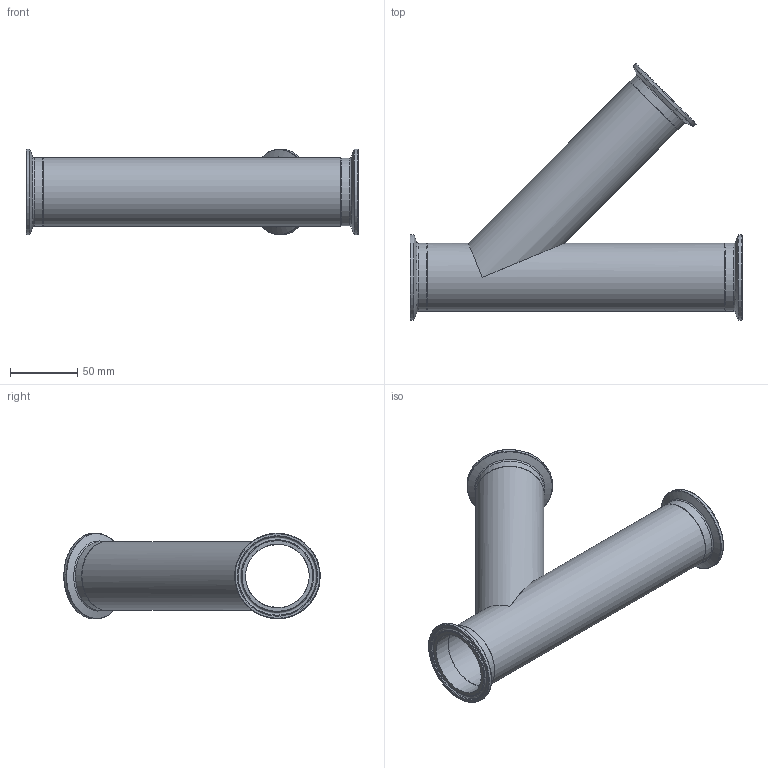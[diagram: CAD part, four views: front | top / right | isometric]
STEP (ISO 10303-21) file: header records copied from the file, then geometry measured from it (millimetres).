
FILE_DESCRIPTION(/* description */ (''),/* implementation_level */ '2;1');
FILE_NAME(/* name */ '28AMP-2.stp',/* time_stamp */ '2021-01-20T16:51:43-05:00',/* author */ ('rick'),/* organization */ (''),/* preprocessor_version */ 'ST-DEVELOPER v18',/* originating_system */ 'Autodesk Inventor 2020',/* authorisation */ '');
FILE_SCHEMA (('AUTOMOTIVE_DESIGN { 1 0 10303 214 3 1 1 }'));
Length unit declared in the file: inch
Products named in the file (5): 28AMP20; 14WMP-2; 28WA-2; 28WA-2A; 28WA-2B
Assembly tree (6 placements, depth 3):
  28AMP20
    14WMP-2  x3
    28WA-2
      28WA-2A
      28WA-2B
Bounding box: 247.65 x 191.32 x 63.9 mm (x, y, z)
Volume: 113559.5 mm3; surface area: 132921.1 mm2
Topology: 5 solids, 5 shells, 62 faces, 207 edges, 157 vertices
Faces by surface type: torus 24, plane 16, cylinder 13, cone 9
Full cylindrical faces by diameter (mm): 47.498 x5, 50.8 x5, 63.906 x3
Entity records: 1301 total; most frequent: DIRECTION 242, CARTESIAN_POINT 195, ORIENTED_EDGE 178, AXIS2_PLACEMENT_3D 114, EDGE_CURVE 89, VERTEX_POINT 67, CIRCLE 65, EDGE_LOOP 36
